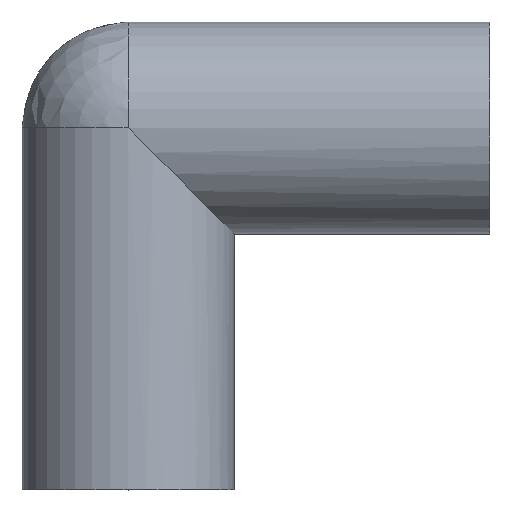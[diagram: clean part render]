
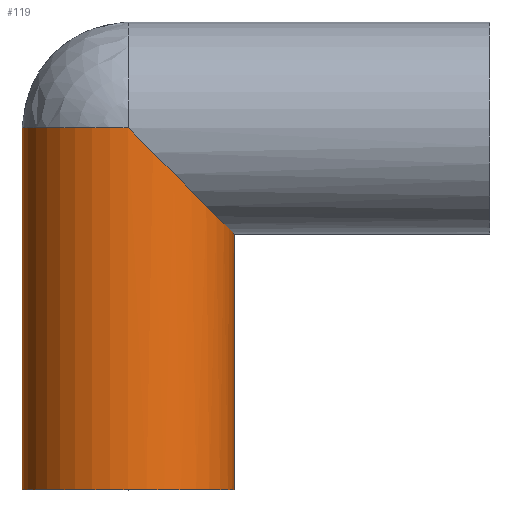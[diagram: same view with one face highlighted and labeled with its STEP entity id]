
A CAD part, top view. The second image highlights one B-rep face of the part: STEP entity #119.
In plain terms, the highlighted cylindrical face has radius 37.5 mm (diameter 75 mm), a partial arc.
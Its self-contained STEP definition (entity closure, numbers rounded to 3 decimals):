
#83 = EDGE_CURVE( '', #155, #137, #217, .T. );
#89 = EDGE_CURVE( '', #159, #127, #223, .T. );
#109 = VERTEX_POINT( '', #245 );
#119 = ADVANCED_FACE( '', ( #257 ), #258, .T. );
#127 = VERTEX_POINT( '', #266 );
#131 = EDGE_CURVE( '', #109, #127, #270, .T. );
#133 = EDGE_CURVE( '', #109, #155, #272, .T. );
#137 = VERTEX_POINT( '', #276 );
#155 = VERTEX_POINT( '', #295 );
#159 = VERTEX_POINT( '', #299 );
#173 = EDGE_CURVE( '', #159, #137, #314, .T. );
#217 = ELLIPSE( '', #356, 53.033, 37.5 );
#223 = CIRCLE( '', #365, 37.5 );
#245 = CARTESIAN_POINT( '', ( -37.5, 128., 0. ) );
#257 = FACE_OUTER_BOUND( '', #406, .T. );
#258 = CYLINDRICAL_SURFACE( '', #407, 37.5 );
#266 = CARTESIAN_POINT( '', ( -37.5, 0., 0. ) );
#270 = LINE( '', #420, #421 );
#272 = CIRCLE( '', #424, 37.5 );
#276 = CARTESIAN_POINT( '', ( 37.5, 90.5, 0. ) );
#295 = CARTESIAN_POINT( '', ( 0., 128., 37.5 ) );
#299 = CARTESIAN_POINT( '', ( 37.5, 0., 0. ) );
#314 = LINE( '', #478, #479 );
#356 = AXIS2_PLACEMENT_3D( '', #522, #523, #524 );
#365 = AXIS2_PLACEMENT_3D( '', #531, #532, #533 );
#406 = EDGE_LOOP( '', ( #586, #587, #588, #589, #590 ) );
#407 = AXIS2_PLACEMENT_3D( '', #591, #592, #593 );
#420 = CARTESIAN_POINT( '', ( -37.5, 64., 0. ) );
#421 = VECTOR( '', #598, 1. );
#424 = AXIS2_PLACEMENT_3D( '', #599, #600, #601 );
#478 = CARTESIAN_POINT( '', ( 37.5, 64., 0. ) );
#479 = VECTOR( '', #638, 1. );
#522 = CARTESIAN_POINT( '', ( 0., 128., 0. ) );
#523 = DIRECTION( '', ( 0.707, 0.707, 0. ) );
#524 = DIRECTION( '', ( -0.707, 0.707, 0. ) );
#531 = CARTESIAN_POINT( '', ( 0., 0., 0. ) );
#532 = DIRECTION( '', ( 0., -1., 0. ) );
#533 = DIRECTION( '', ( -1., 0., 0. ) );
#586 = ORIENTED_EDGE( '', *, *, #131, .T. );
#587 = ORIENTED_EDGE( '', *, *, #89, .F. );
#588 = ORIENTED_EDGE( '', *, *, #173, .T. );
#589 = ORIENTED_EDGE( '', *, *, #83, .F. );
#590 = ORIENTED_EDGE( '', *, *, #133, .F. );
#591 = CARTESIAN_POINT( '', ( 0., 64., 0. ) );
#592 = DIRECTION( '', ( 0., 1., 0. ) );
#593 = DIRECTION( '', ( -1., 0., 0. ) );
#598 = DIRECTION( '', ( 0., -1., 0. ) );
#599 = CARTESIAN_POINT( '', ( 0., 128., 0. ) );
#600 = DIRECTION( '', ( 0., 1., 0. ) );
#601 = DIRECTION( '', ( 0., 0., -1. ) );
#638 = DIRECTION( '', ( 0., 1., 0. ) );
